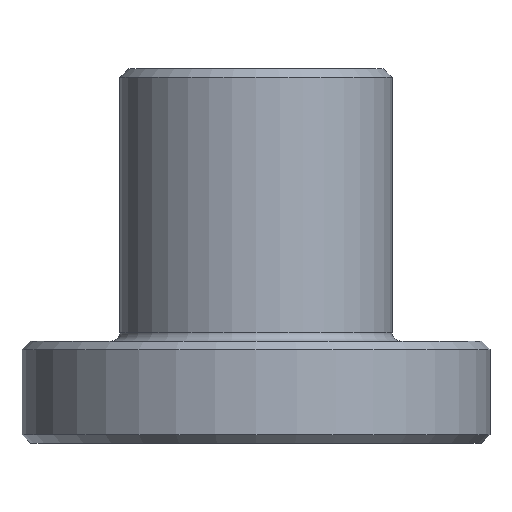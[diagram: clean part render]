
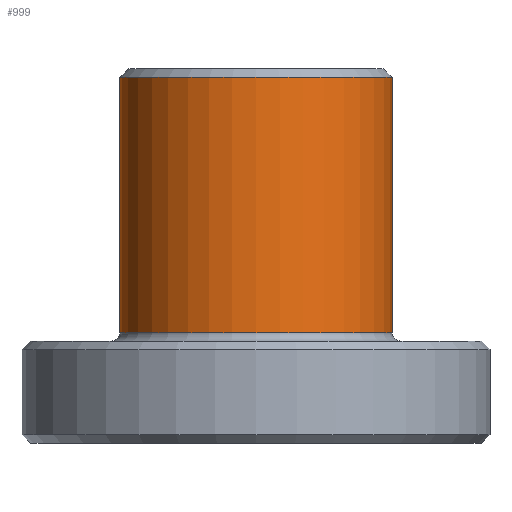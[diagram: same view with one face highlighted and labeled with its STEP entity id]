
A CAD part, front view. The second image highlights one B-rep face of the part: STEP entity #999.
In plain terms, the highlighted cylindrical face has radius 16 mm (diameter 32 mm), a partial arc.
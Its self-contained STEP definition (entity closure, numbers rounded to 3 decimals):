
#10 = VERTEX_POINT ( 'NONE', #465 ) ;
#59 = VECTOR ( 'NONE', #176, 1000. ) ;
#104 = CARTESIAN_POINT ( 'NONE',  ( -16., 0., -45.177 ) ) ;
#123 = DIRECTION ( 'NONE',  ( 0., 0., -1. ) ) ;
#124 = CARTESIAN_POINT ( 'NONE',  ( 16., 0., 43. ) ) ;
#131 = DIRECTION ( 'NONE',  ( 1., 0., 0. ) ) ;
#141 = ORIENTED_EDGE ( 'NONE', *, *, #554, .T. ) ;
#173 = ORIENTED_EDGE ( 'NONE', *, *, #397, .T. ) ;
#176 = DIRECTION ( 'NONE',  ( 0., 0., -1. ) ) ;
#199 = VERTEX_POINT ( 'NONE', #494 ) ;
#210 = DIRECTION ( 'NONE',  ( 0., 0., -1. ) ) ;
#237 = LINE ( 'NONE', #104, #59 ) ;
#279 = AXIS2_PLACEMENT_3D ( 'NONE', #295, #210, #131 ) ;
#284 = FACE_OUTER_BOUND ( 'NONE', #1012, .T. ) ;
#293 = EDGE_CURVE ( 'NONE', #357, #10, #425, .T. ) ;
#295 = CARTESIAN_POINT ( 'NONE',  ( 0., 0., 43. ) ) ;
#315 = CARTESIAN_POINT ( 'NONE',  ( -16., 0., 13. ) ) ;
#323 = VECTOR ( 'NONE', #871, 1000. ) ;
#331 = CARTESIAN_POINT ( 'NONE',  ( 16., 0., -45.177 ) ) ;
#357 = VERTEX_POINT ( 'NONE', #315 ) ;
#370 = DIRECTION ( 'NONE',  ( 0., 0., 1. ) ) ;
#381 = ORIENTED_EDGE ( 'NONE', *, *, #293, .T. ) ;
#397 = EDGE_CURVE ( 'NONE', #199, #357, #237, .T. ) ;
#416 = ORIENTED_EDGE ( 'NONE', *, *, #856, .F. ) ;
#425 = CIRCLE ( 'NONE', #917, 16. ) ;
#436 = AXIS2_PLACEMENT_3D ( 'NONE', #590, #123, #737 ) ;
#465 = CARTESIAN_POINT ( 'NONE',  ( 16., 0., 13. ) ) ;
#494 = CARTESIAN_POINT ( 'NONE',  ( -16., 0., 43. ) ) ;
#554 = EDGE_CURVE ( 'NONE', #619, #199, #843, .T. ) ;
#573 = LINE ( 'NONE', #331, #323 ) ;
#587 = CARTESIAN_POINT ( 'NONE',  ( 0., 0., 13. ) ) ;
#590 = CARTESIAN_POINT ( 'NONE',  ( 0., 0., -45.177 ) ) ;
#619 = VERTEX_POINT ( 'NONE', #124 ) ;
#671 = DIRECTION ( 'NONE',  ( 1., 0., 0. ) ) ;
#737 = DIRECTION ( 'NONE',  ( -1., 0., 0. ) ) ;
#745 = CYLINDRICAL_SURFACE ( 'NONE', #436, 16. ) ;
#843 = CIRCLE ( 'NONE', #279, 16. ) ;
#856 = EDGE_CURVE ( 'NONE', #619, #10, #573, .T. ) ;
#871 = DIRECTION ( 'NONE',  ( 0., 0., -1. ) ) ;
#917 = AXIS2_PLACEMENT_3D ( 'NONE', #587, #370, #671 ) ;
#999 = ADVANCED_FACE ( 'NONE', ( #284 ), #745, .T. ) ;
#1012 = EDGE_LOOP ( 'NONE', ( #416, #141, #173, #381 ) ) ;
